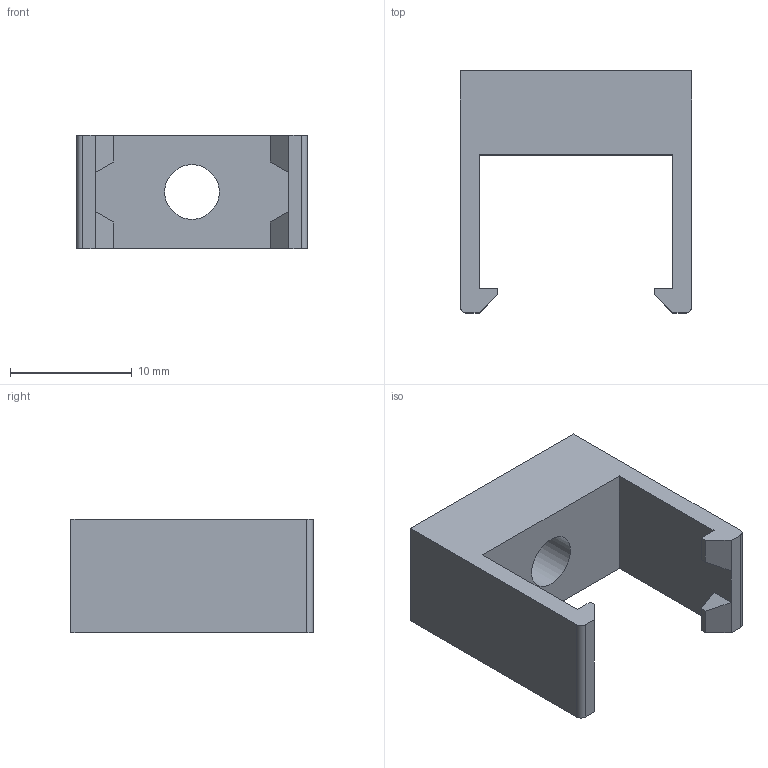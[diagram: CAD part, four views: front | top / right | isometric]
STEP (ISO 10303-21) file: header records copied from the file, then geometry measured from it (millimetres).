
FILE_DESCRIPTION(/* description */ (''),/* implementation_level */ '2;1');
FILE_NAME(/* name */ '2139_ZB16_iso.stp',/* time_stamp */ '2011-07-27T07:58:12+02:00',/* author */ (''),/* organization */ (''),/* preprocessor_version */ 'ST-DEVELOPER v11',/* originating_system */ 'SIEMENS UGS NX 6.0',/* authorisation */ '');
FILE_SCHEMA (('CONFIG_CONTROL_DESIGN'));
Length unit declared in the file: millimetre
Products named in the file (1): 2139_ZB16_iso
Bounding box: 19 x 19.9 x 9.3 mm (x, y, z)
Volume: 1444.8 mm3; surface area: 1506.7 mm2
Topology: 1 solids, 1 shells, 89 faces, 245 edges, 162 vertices
Faces by surface type: plane 78, cylinder 11
Full cylindrical faces by diameter (mm): 4.5 x1
Entity records: 2874 total; most frequent: CARTESIAN_POINT 496, ORIENTED_EDGE 488, DIRECTION 446, EDGE_CURVE 244, LINE 222, VECTOR 222, VERTEX_POINT 162, AXIS2_PLACEMENT_3D 112
